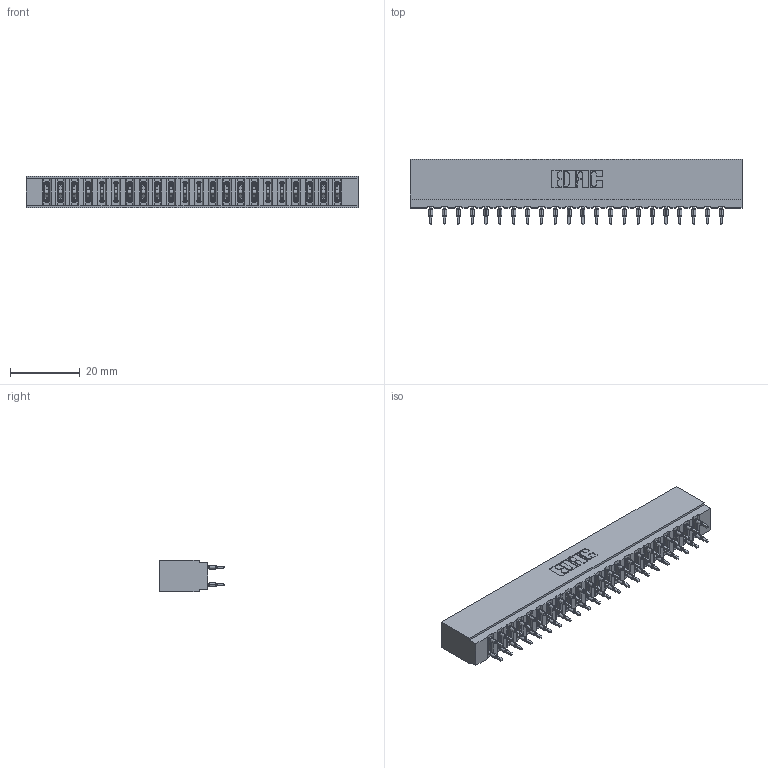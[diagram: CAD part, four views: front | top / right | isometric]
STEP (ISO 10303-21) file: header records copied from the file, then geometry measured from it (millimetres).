
FILE_DESCRIPTION (( 'STEP AP203' ), '1' );
FILE_NAME ('717-044-560-201.STEP', '2026-02-20T18:03:18', ( '' ), ( '' ), 'SwSTEP 2.0', 'SolidWorks 2023', '' );
FILE_SCHEMA (( 'CONFIG_CONTROL_DESIGN' ));
Length unit declared in the file: millimetre
Products named in the file (3): 745-292-001_560; 717-044-560-201; 717 Part_Insulator Option - 06
Assembly tree (45 placements, depth 2):
  717-044-560-201
    717 Part_Insulator Option - 06
    745-292-001_560  x44
Bounding box: 95.05 x 18.78 x 8.89 mm (x, y, z)
Volume: 8481.1 mm3; surface area: 13479.5 mm2
Topology: 45 solids, 45 shells, 4450 faces, 12175 edges, 7734 vertices
Faces by surface type: plane 2320, cylinder 986, bspline 880, torus 264
Entity records: 40748 total; most frequent: CARTESIAN_POINT 7583, ORIENTED_EDGE 6978, DIRECTION 6115, EDGE_CURVE 3489, VECTOR 3167, LINE 3167, VERTEX_POINT 2230, AXIS2_PLACEMENT_3D 1474
